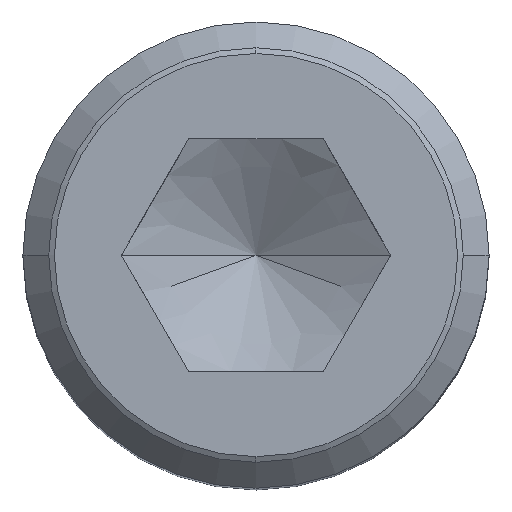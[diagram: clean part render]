
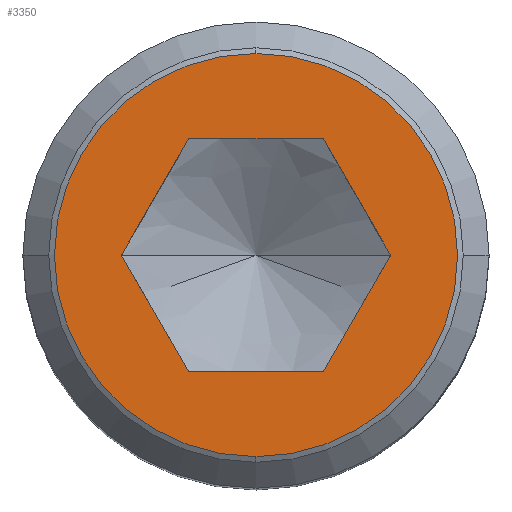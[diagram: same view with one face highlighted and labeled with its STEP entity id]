
A CAD part, top view. The second image highlights one B-rep face of the part: STEP entity #3350.
In plain terms, the highlighted planar face has unit normal (0, 0, 1).
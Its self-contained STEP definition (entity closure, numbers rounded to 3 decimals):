
#1424=VERTEX_POINT('',#3870);
#1556=VERTEX_POINT('',#4020);
#1914=EDGE_CURVE('',#2478,#1556,#4414,.T.);
#2040=EDGE_CURVE('',#2598,#2112,#4554,.T.);
#2112=VERTEX_POINT('',#4634);
#2176=EDGE_CURVE('',#3366,#2964,#4704,.T.);
#2246=EDGE_CURVE('',#1556,#3366,#4782,.T.);
#2276=EDGE_CURVE('',#3194,#2478,#4816,.T.);
#2478=VERTEX_POINT('',#5044);
#2518=EDGE_CURVE('',#2964,#1424,#5088,.T.);
#2572=EDGE_CURVE('',#2112,#2598,#5150,.T.);
#2598=VERTEX_POINT('',#5179);
#2676=EDGE_CURVE('',#1424,#3194,#5267,.T.);
#2964=VERTEX_POINT('',#5602);
#3194=VERTEX_POINT('',#5856);
#3350=ADVANCED_FACE('',(#6027,#6028),#6029,.T.);
#3366=VERTEX_POINT('',#6046);
#3870=CARTESIAN_POINT('',(-2.887,-5.,0.));
#4020=CARTESIAN_POINT('',(2.887,5.,0.));
#4414=LINE('',#7439,#7440);
#4554=CIRCLE('',#7645,8.647);
#4634=CARTESIAN_POINT('',(0.,8.647,0.));
#4704=LINE('',#7863,#7864);
#4782=LINE('',#7980,#7981);
#4816=LINE('',#8034,#8035);
#5044=CARTESIAN_POINT('',(-2.887,5.,0.));
#5088=LINE('',#8423,#8424);
#5150=CIRCLE('',#8511,8.647);
#5179=CARTESIAN_POINT('',(0.,-8.647,0.));
#5267=LINE('',#8677,#8678);
#5602=CARTESIAN_POINT('',(2.887,-5.,0.));
#5856=CARTESIAN_POINT('',(-5.774,0.,0.));
#6027=FACE_BOUND('',#9746,.T.);
#6028=FACE_OUTER_BOUND('',#9747,.T.);
#6029=PLANE('',#9748);
#6046=CARTESIAN_POINT('',(5.774,0.,0.));
#7439=CARTESIAN_POINT('',(1.443,5.,0.));
#7440=VECTOR('',#11046,1.0);
#7645=AXIS2_PLACEMENT_3D('',#11194,#11195,#11196);
#7863=CARTESIAN_POINT('',(3.608,-3.75,0.));
#7864=VECTOR('',#11361,1.0);
#7980=CARTESIAN_POINT('',(5.052,1.25,0.));
#7981=VECTOR('',#11442,1.0);
#8034=CARTESIAN_POINT('',(-3.608,3.75,0.));
#8035=VECTOR('',#11477,1.0);
#8423=CARTESIAN_POINT('',(-1.443,-5.,0.));
#8424=VECTOR('',#11805,1.0);
#8511=AXIS2_PLACEMENT_3D('',#11923,#11924,#11925);
#8677=CARTESIAN_POINT('',(-5.052,-1.25,0.));
#8678=VECTOR('',#12060,1.0);
#9746=EDGE_LOOP('',(#12961,#12962,#12963,#12964,#12965,#12966));
#9747=EDGE_LOOP('',(#12967,#12968));
#9748=AXIS2_PLACEMENT_3D('',#12969,#12970,#12971);
#11046=DIRECTION('',(1.0,0.0,0.0));
#11194=CARTESIAN_POINT('',(0.,0.,0.));
#11195=DIRECTION('',(0.0,0.0,1.0));
#11196=DIRECTION('',(0.,1.0,0.0));
#11361=DIRECTION('',(-0.5,-0.866,0.));
#11442=DIRECTION('',(0.5,-0.866,0.));
#11477=DIRECTION('',(0.5,0.866,0.));
#11805=DIRECTION('',(-1.0,0.0,0.0));
#11923=CARTESIAN_POINT('',(0.,0.,0.));
#11924=DIRECTION('',(0.0,0.0,1.0));
#11925=DIRECTION('',(0.,1.0,0.0));
#12060=DIRECTION('',(-0.5,0.866,0.));
#12961=ORIENTED_EDGE('',*,*,#2676,.T.);
#12962=ORIENTED_EDGE('',*,*,#2276,.T.);
#12963=ORIENTED_EDGE('',*,*,#1914,.T.);
#12964=ORIENTED_EDGE('',*,*,#2246,.T.);
#12965=ORIENTED_EDGE('',*,*,#2176,.T.);
#12966=ORIENTED_EDGE('',*,*,#2518,.T.);
#12967=ORIENTED_EDGE('',*,*,#2572,.T.);
#12968=ORIENTED_EDGE('',*,*,#2040,.T.);
#12969=CARTESIAN_POINT('',(-7.262,0.,0.));
#12970=DIRECTION('',(0.0,0.0,1.0));
#12971=DIRECTION('',(-1.0,0.,0.0));
